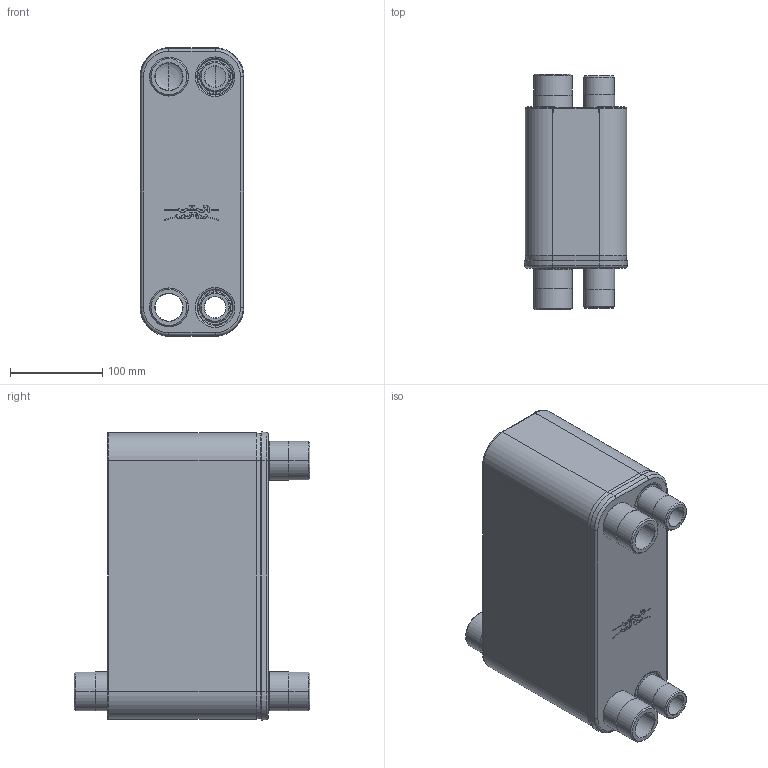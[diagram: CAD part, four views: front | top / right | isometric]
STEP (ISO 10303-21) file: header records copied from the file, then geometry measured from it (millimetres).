
FILE_DESCRIPTION((''),'2;1');
FILE_NAME('CB30_70H_3287084065_ASM','2015-06-29T',('CNSHIPU'),(''),'PRO/ENGINEER BY PARAMETRIC TECHNOLOGY CORPORATION, 2014200','PRO/ENGINEER BY PARAMETRIC TECHNOLOGY CORPORATION, 2014200','');
FILE_SCHEMA(('CONFIG_CONTROL_DESIGN'));
Length unit declared in the file: millimetre
Products named in the file (6): CB30_70_H_BLOCK; CB30_FP_S1S2_32_S3S4_25; 34563941-25; 1626067-01; 1625764-01; CB30_70H_3287084065_ASM
Assembly tree (9 placements, depth 2):
  CB30_70H_3287084065_ASM
    CB30_70_H_BLOCK
    CB30_FP_S1S2_32_S3S4_25
    34563941-25
    1626067-01  x3
    1625764-01  x3
Bounding box: 112.55 x 255.7 x 312.79 mm (x, y, z)
Volume: 5158879.6 mm3; surface area: 493409.9 mm2
Topology: 9 solids, 15 shells, 1080 faces, 2851 edges, 1833 vertices
Faces by surface type: plane 708, cylinder 156, torus 104, cone 104, revolution 8
Entity records: 30458 total; most frequent: CARTESIAN_POINT 5564, ORIENTED_EDGE 5222, DIRECTION 5045, EDGE_CURVE 2615, VECTOR 2071, LINE 2071, VERTEX_POINT 1688, AXIS2_PLACEMENT_3D 1483
